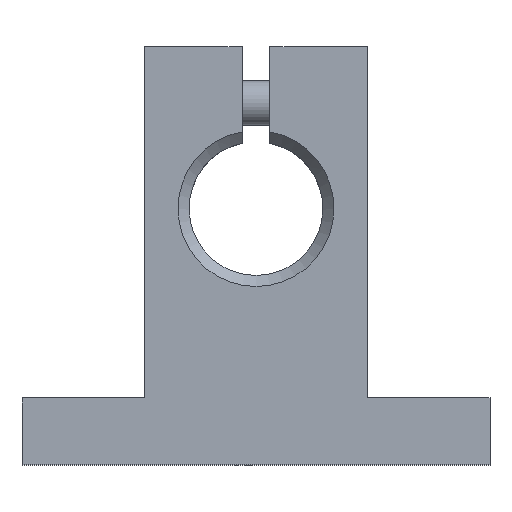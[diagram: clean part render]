
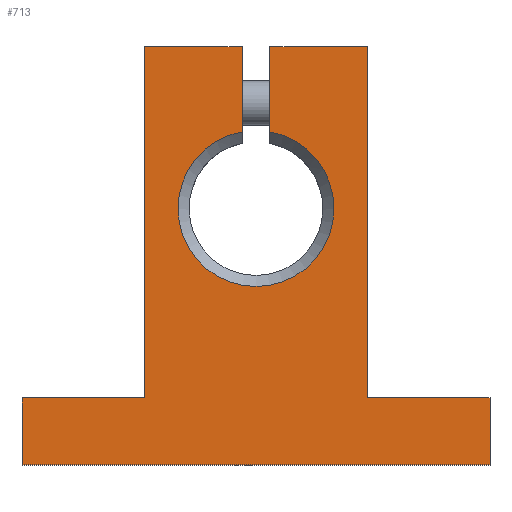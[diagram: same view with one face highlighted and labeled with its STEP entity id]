
A CAD part, top view. The second image highlights one B-rep face of the part: STEP entity #713.
In plain terms, the highlighted planar face has unit normal (0, 0, 1).
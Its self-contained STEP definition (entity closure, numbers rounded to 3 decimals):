
#77=LINE('',#1134,#135);
#79=LINE('',#1139,#137);
#82=LINE('',#1148,#140);
#83=LINE('',#1149,#141);
#84=LINE('',#1151,#142);
#85=LINE('',#1153,#143);
#86=LINE('',#1155,#144);
#87=LINE('',#1157,#145);
#88=LINE('',#1159,#146);
#89=LINE('',#1161,#147);
#90=LINE('',#1162,#148);
#135=VECTOR('',#932,1000.);
#137=VECTOR('',#936,1000.);
#140=VECTOR('',#943,1000.);
#141=VECTOR('',#944,1000.);
#142=VECTOR('',#945,1000.);
#143=VECTOR('',#946,1000.);
#144=VECTOR('',#947,1000.);
#145=VECTOR('',#948,1000.);
#146=VECTOR('',#949,1000.);
#147=VECTOR('',#950,1000.);
#148=VECTOR('',#951,1000.);
#246=ORIENTED_EDGE('',*,*,#390,.T.);
#247=ORIENTED_EDGE('',*,*,#391,.T.);
#248=ORIENTED_EDGE('',*,*,#385,.T.);
#249=ORIENTED_EDGE('',*,*,#392,.T.);
#250=ORIENTED_EDGE('',*,*,#393,.T.);
#251=ORIENTED_EDGE('',*,*,#394,.T.);
#252=ORIENTED_EDGE('',*,*,#395,.T.);
#253=ORIENTED_EDGE('',*,*,#396,.T.);
#254=ORIENTED_EDGE('',*,*,#397,.T.);
#255=ORIENTED_EDGE('',*,*,#398,.T.);
#256=ORIENTED_EDGE('',*,*,#387,.T.);
#257=ORIENTED_EDGE('',*,*,#399,.T.);
#385=EDGE_CURVE('',#462,#464,#77,.T.);
#387=EDGE_CURVE('',#467,#465,#79,.T.);
#390=EDGE_CURVE('',#469,#470,#513,.T.);
#391=EDGE_CURVE('',#470,#462,#82,.T.);
#392=EDGE_CURVE('',#464,#471,#83,.T.);
#393=EDGE_CURVE('',#471,#472,#84,.T.);
#394=EDGE_CURVE('',#472,#473,#85,.T.);
#395=EDGE_CURVE('',#473,#474,#86,.T.);
#396=EDGE_CURVE('',#474,#475,#87,.T.);
#397=EDGE_CURVE('',#475,#476,#88,.T.);
#398=EDGE_CURVE('',#476,#467,#89,.T.);
#399=EDGE_CURVE('',#465,#469,#90,.T.);
#462=VERTEX_POINT('',#1129);
#464=VERTEX_POINT('',#1133);
#465=VERTEX_POINT('',#1137);
#467=VERTEX_POINT('',#1140);
#469=VERTEX_POINT('',#1146);
#470=VERTEX_POINT('',#1147);
#471=VERTEX_POINT('',#1150);
#472=VERTEX_POINT('',#1152);
#473=VERTEX_POINT('',#1154);
#474=VERTEX_POINT('',#1156);
#475=VERTEX_POINT('',#1158);
#476=VERTEX_POINT('',#1160);
#513=CIRCLE('',#797,7.);
#557=EDGE_LOOP('',(#246,#247,#248,#249,#250,#251,#252,#253,#254,#255,#256,
#257));
#624=FACE_BOUND('',#557,.T.);
#679=PLANE('',#796);
#713=ADVANCED_FACE('',(#624),#679,.T.);
#796=AXIS2_PLACEMENT_3D('',#1144,#939,#940);
#797=AXIS2_PLACEMENT_3D('',#1145,#941,#942);
#932=DIRECTION('',(-1.,0.,0.));
#936=DIRECTION('',(-1.,0.,0.));
#939=DIRECTION('',(0.,0.,1.));
#940=DIRECTION('',(1.,0.,0.));
#941=DIRECTION('',(0.,0.,-1.));
#942=DIRECTION('',(-1.,0.,0.));
#943=DIRECTION('',(0.,1.,0.));
#944=DIRECTION('',(0.,-1.,0.));
#945=DIRECTION('',(-1.,0.,0.));
#946=DIRECTION('',(0.,-1.,0.));
#947=DIRECTION('',(1.,0.,0.));
#948=DIRECTION('',(0.,1.,0.));
#949=DIRECTION('',(-1.,0.,0.));
#950=DIRECTION('',(0.,1.,0.));
#951=DIRECTION('',(0.,-1.,0.));
#1129=CARTESIAN_POINT('',(-1.25,37.5,7.));
#1133=CARTESIAN_POINT('',(-10.,37.5,7.));
#1134=CARTESIAN_POINT('',(10.,37.5,7.));
#1137=CARTESIAN_POINT('',(1.25,37.5,7.));
#1139=CARTESIAN_POINT('',(10.,37.5,7.));
#1140=CARTESIAN_POINT('',(10.,37.5,7.));
#1144=CARTESIAN_POINT('',(0.,0.,7.));
#1145=CARTESIAN_POINT('',(0.,23.,7.));
#1146=CARTESIAN_POINT('',(1.25,29.887,7.));
#1147=CARTESIAN_POINT('',(-1.25,29.887,7.));
#1148=CARTESIAN_POINT('',(-1.25,0.,7.));
#1149=CARTESIAN_POINT('',(-10.,37.5,7.));
#1150=CARTESIAN_POINT('',(-10.,6.,7.));
#1151=CARTESIAN_POINT('',(-10.,6.,7.));
#1152=CARTESIAN_POINT('',(-21.,6.,7.));
#1153=CARTESIAN_POINT('',(-21.,6.,7.));
#1154=CARTESIAN_POINT('',(-21.,0.,7.));
#1155=CARTESIAN_POINT('',(-21.,0.,7.));
#1156=CARTESIAN_POINT('',(21.,0.,7.));
#1157=CARTESIAN_POINT('',(21.,0.,7.));
#1158=CARTESIAN_POINT('',(21.,6.,7.));
#1159=CARTESIAN_POINT('',(21.,6.,7.));
#1160=CARTESIAN_POINT('',(10.,6.,7.));
#1161=CARTESIAN_POINT('',(10.,6.,7.));
#1162=CARTESIAN_POINT('',(1.25,0.,7.));
